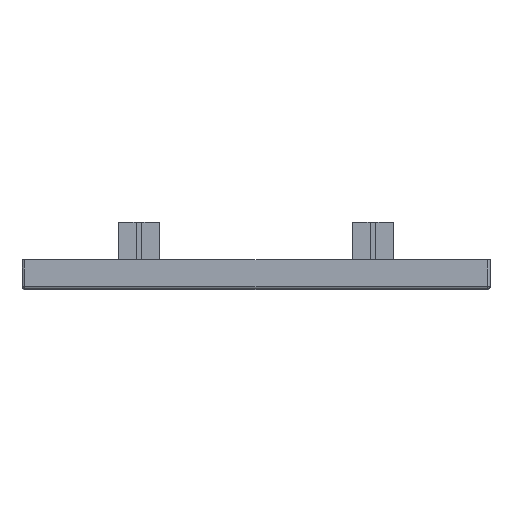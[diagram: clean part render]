
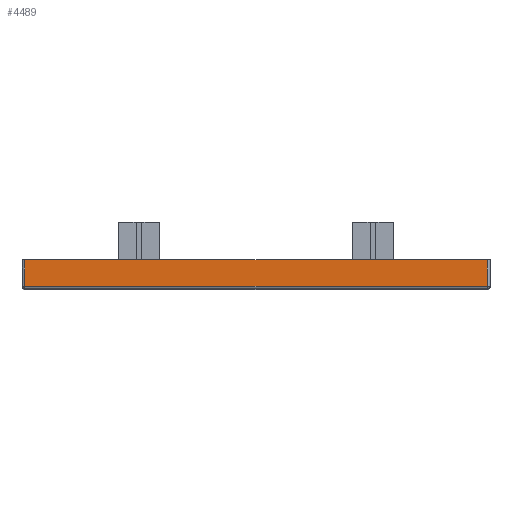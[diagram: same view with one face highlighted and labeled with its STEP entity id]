
A CAD part, top view. The second image highlights one B-rep face of the part: STEP entity #4489.
In plain terms, the highlighted planar face has unit normal (0, 0, 1).
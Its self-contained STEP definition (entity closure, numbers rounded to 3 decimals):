
#149 = EDGE_CURVE ( 'NONE', #3886, #7889, #2553, .T. ) ;
#588 = PLANE ( 'NONE',  #3788 ) ;
#787 = EDGE_CURVE ( 'NONE', #6588, #6919, #1363, .T. ) ;
#1119 = CARTESIAN_POINT ( 'NONE',  ( 39.5, 0.5, 40. ) ) ;
#1202 = DIRECTION ( 'NONE',  ( 1., 0., 0. ) ) ;
#1363 = LINE ( 'NONE', #2611, #4531 ) ;
#1827 = DIRECTION ( 'NONE',  ( -1., 0., 0. ) ) ;
#1872 = EDGE_CURVE ( 'NONE', #7889, #6588, #4125, .T. ) ;
#1909 = CARTESIAN_POINT ( 'NONE',  ( -39.5, 0.5, 40. ) ) ;
#1968 = DIRECTION ( 'NONE',  ( 0., 1., 0. ) ) ;
#2323 = CARTESIAN_POINT ( 'NONE',  ( -39.5, 5., 40. ) ) ;
#2392 = LINE ( 'NONE', #6840, #5542 ) ;
#2553 = LINE ( 'NONE', #5239, #7346 ) ;
#2611 = CARTESIAN_POINT ( 'NONE',  ( -39.5, 5., 40. ) ) ;
#2828 = EDGE_LOOP ( 'NONE', ( #5161, #5664, #5007, #7389 ) ) ;
#3051 = DIRECTION ( 'NONE',  ( 0., -1., 0. ) ) ;
#3788 = AXIS2_PLACEMENT_3D ( 'NONE', #4986, #5614, #1827 ) ;
#3886 = VERTEX_POINT ( 'NONE', #4922 ) ;
#4113 = FACE_OUTER_BOUND ( 'NONE', #2828, .T. ) ;
#4125 = LINE ( 'NONE', #1909, #7220 ) ;
#4489 = ADVANCED_FACE ( 'NONE', ( #4113 ), #588, .F. ) ;
#4531 = VECTOR ( 'NONE', #1968, 1000. ) ;
#4922 = CARTESIAN_POINT ( 'NONE',  ( 39.5, 5., 40. ) ) ;
#4986 = CARTESIAN_POINT ( 'NONE',  ( -39.5, 5., 40. ) ) ;
#5007 = ORIENTED_EDGE ( 'NONE', *, *, #6415, .F. ) ;
#5066 = DIRECTION ( 'NONE',  ( -1., 0., 0. ) ) ;
#5161 = ORIENTED_EDGE ( 'NONE', *, *, #1872, .F. ) ;
#5239 = CARTESIAN_POINT ( 'NONE',  ( 39.5, 5., 40. ) ) ;
#5542 = VECTOR ( 'NONE', #1202, 1000. ) ;
#5614 = DIRECTION ( 'NONE',  ( 0., 0., -1. ) ) ;
#5664 = ORIENTED_EDGE ( 'NONE', *, *, #149, .F. ) ;
#5716 = CARTESIAN_POINT ( 'NONE',  ( -39.5, 0.5, 40. ) ) ;
#6415 = EDGE_CURVE ( 'NONE', #6919, #3886, #2392, .T. ) ;
#6588 = VERTEX_POINT ( 'NONE', #5716 ) ;
#6840 = CARTESIAN_POINT ( 'NONE',  ( -39.5, 5., 40. ) ) ;
#6919 = VERTEX_POINT ( 'NONE', #2323 ) ;
#7220 = VECTOR ( 'NONE', #5066, 1000. ) ;
#7346 = VECTOR ( 'NONE', #3051, 1000. ) ;
#7389 = ORIENTED_EDGE ( 'NONE', *, *, #787, .F. ) ;
#7889 = VERTEX_POINT ( 'NONE', #1119 ) ;
